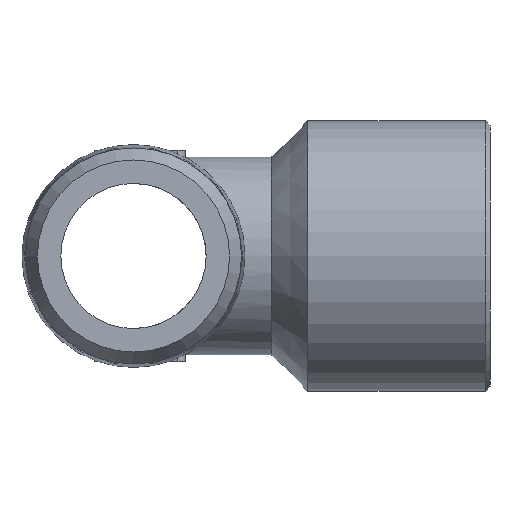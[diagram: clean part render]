
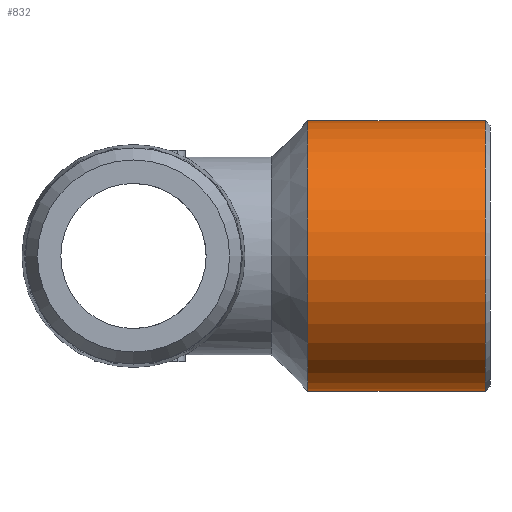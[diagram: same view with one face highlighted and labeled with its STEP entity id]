
A CAD part, left-side view. The second image highlights one B-rep face of the part: STEP entity #832.
In plain terms, the highlighted cylindrical face has radius 10.25 mm (diameter 20.5 mm), a full revolution.
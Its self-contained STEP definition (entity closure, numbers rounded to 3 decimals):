
#201=CIRCLE('',#922,10.25);
#202=CIRCLE('',#924,10.25);
#283=ORIENTED_EDGE('',*,*,#504,.F.);
#284=ORIENTED_EDGE('',*,*,#503,.T.);
#503=EDGE_CURVE('',#617,#617,#201,.T.);
#504=EDGE_CURVE('',#618,#618,#202,.T.);
#617=VERTEX_POINT('',#1391);
#618=VERTEX_POINT('',#1394);
#682=EDGE_LOOP('',(#283));
#683=EDGE_LOOP('',(#284));
#754=FACE_BOUND('',#682,.T.);
#755=FACE_BOUND('',#683,.T.);
#802=CYLINDRICAL_SURFACE('',#923,10.25);
#832=ADVANCED_FACE('',(#754,#755),#802,.T.);
#922=AXIS2_PLACEMENT_3D('',#1390,#1068,#1069);
#923=AXIS2_PLACEMENT_3D('',#1392,#1070,#1071);
#924=AXIS2_PLACEMENT_3D('',#1393,#1072,#1073);
#1068=DIRECTION('',(0.,1.,0.));
#1069=DIRECTION('',(-1.,0.,0.));
#1070=DIRECTION('',(0.,1.,0.));
#1071=DIRECTION('',(-1.,0.,0.));
#1072=DIRECTION('',(0.,1.,0.));
#1073=DIRECTION('',(-1.,0.,0.));
#1390=CARTESIAN_POINT('',(0.,-26.646,0.));
#1391=CARTESIAN_POINT('',(-10.25,-26.646,0.));
#1392=CARTESIAN_POINT('',(0.,0.,0.));
#1393=CARTESIAN_POINT('',(0.,-13.2,0.));
#1394=CARTESIAN_POINT('',(-10.25,-13.2,0.));
